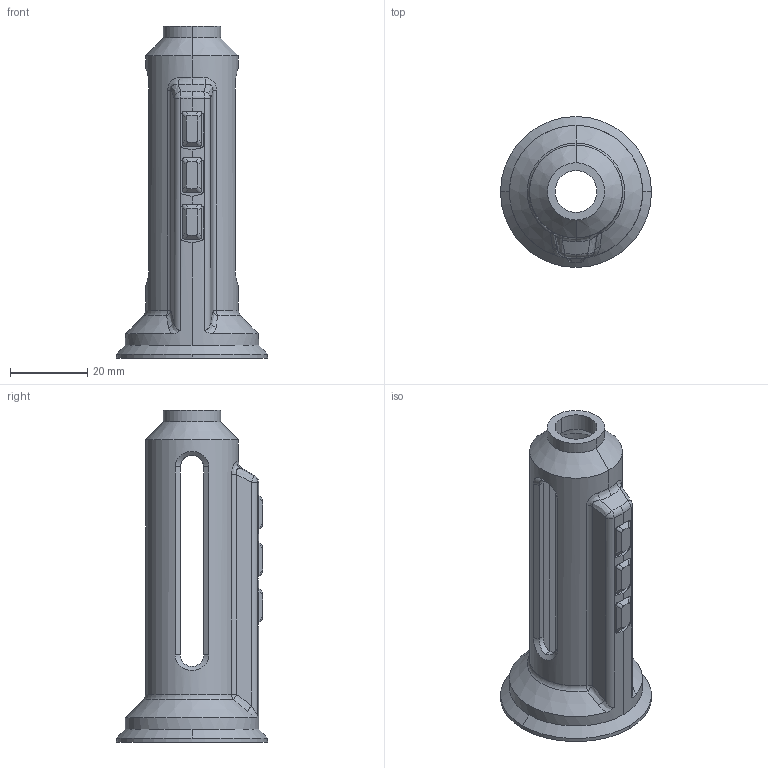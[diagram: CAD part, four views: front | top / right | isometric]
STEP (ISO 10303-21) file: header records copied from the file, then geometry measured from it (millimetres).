
FILE_DESCRIPTION (( 'STEP AP214' ), '1' );
FILE_NAME ('Front_Body.STEP', '2024-07-08T07:34:07', ( '' ), ( '' ), 'SwSTEP 2.0', 'SolidWorks 2022', '' );
FILE_SCHEMA (( 'AUTOMOTIVE_DESIGN' ));
Length unit declared in the file: millimetre
Products named in the file (1): Front_Body
Bounding box: 39 x 39 x 85.73 mm (x, y, z)
Volume: 18070.5 mm3; surface area: 14196.4 mm2
Topology: 1 solids, 1 shells, 197 faces, 523 edges, 311 vertices
Faces by surface type: plane 95, cylinder 57, cone 23, bspline 12, torus 6, sphere 4
Entity records: 8103 total; most frequent: CARTESIAN_POINT 3498, ORIENTED_EDGE 1022, DIRECTION 877, EDGE_CURVE 511, VERTEX_POINT 311, AXIS2_PLACEMENT_3D 294, LINE 289, VECTOR 289
